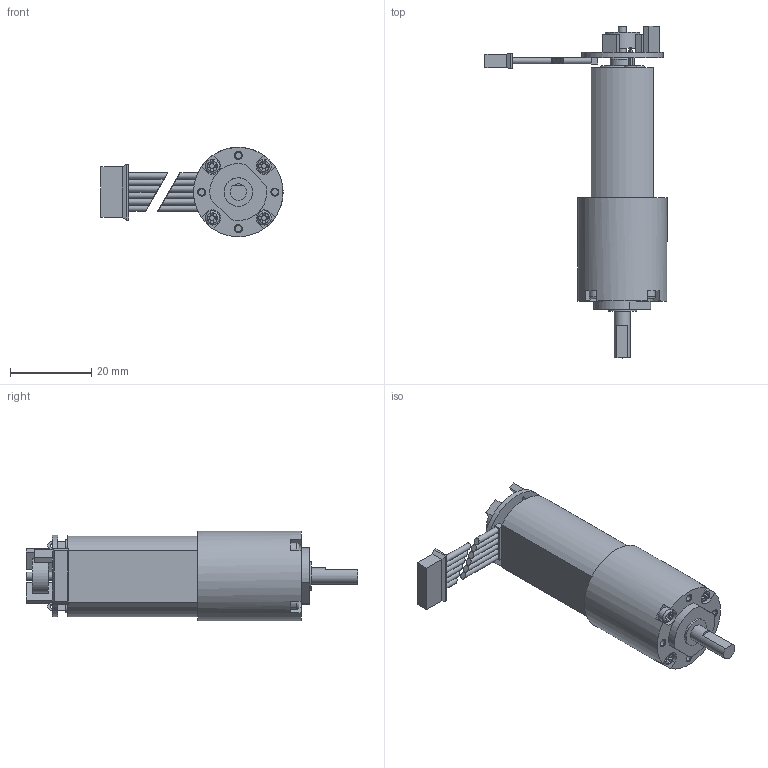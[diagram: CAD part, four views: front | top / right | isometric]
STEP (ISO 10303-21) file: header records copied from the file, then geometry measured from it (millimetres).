
FILE_DESCRIPTION( ( 'Unknown' ), '1' );
FILE_NAME( 'PD2232-231to742-BFE.stp', 'Unknown', ( 'Unknown' ), ( 'Unknown' ), 'PSStep 17.0.49', 'Unknown', ' ' );
FILE_SCHEMA( ( 'AUTOMOTIVE_DESIGN { 1 0 10303 214 1 1 1 1 }' ) );
Length unit declared in the file: millimetre
Products named in the file (2): 1; 2
Bounding box: 44.78 x 81.6 x 21.96 mm (x, y, z)
Volume: 20118.8 mm3; surface area: 6999.8 mm2
Topology: 2 solids, 2 shells, 228 faces, 569 edges, 381 vertices
Faces by surface type: plane 178, cylinder 40, torus 5, cone 5
Full cylindrical faces by diameter (mm): 1.5 x12, 1.567 x4, 2 x2, 3 x2, 3.5 x4, 4 x1, 6 x1, 7 x1, 8.5 x1, 20 x1, 22 x1
Entity records: 8292 total; most frequent: CARTESIAN_POINT 1304, DIRECTION 1026, ORIENTED_EDGE 998, EDGE_CURVE 499, VERTEX_POINT 351, AXIS2_PLACEMENT_3D 345, LINE 336, VECTOR 336
